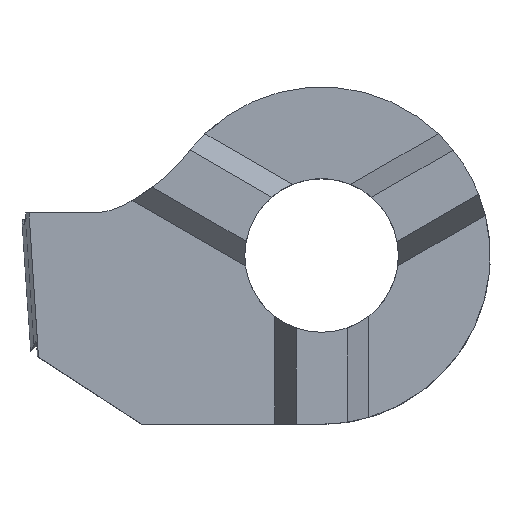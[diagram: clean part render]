
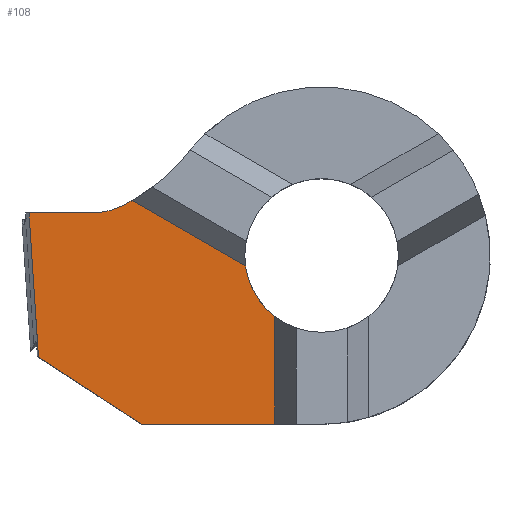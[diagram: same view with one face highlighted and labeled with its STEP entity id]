
A CAD part, top view. The second image highlights one B-rep face of the part: STEP entity #108.
In plain terms, the highlighted planar face has unit normal (0, 0, 1).
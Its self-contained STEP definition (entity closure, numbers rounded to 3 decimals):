
#53=PLANE('',#992);
#108=ADVANCED_FACE('',(#168),#53,.F.);
#168=FACE_OUTER_BOUND('',#217,.T.);
#217=EDGE_LOOP('',(#450,#451,#452,#453,#454,#455,#456,#457,#458,#459));
#276=LINE('',#1433,#344);
#283=LINE('',#1487,#351);
#284=LINE('',#1489,#352);
#285=LINE('',#1491,#353);
#286=LINE('',#1493,#354);
#287=LINE('',#1495,#355);
#288=LINE('',#1496,#356);
#344=VECTOR('',#1098,1.);
#351=VECTOR('',#1127,1.);
#352=VECTOR('',#1128,1.);
#353=VECTOR('',#1129,1.);
#354=VECTOR('',#1130,1.);
#355=VECTOR('',#1131,1.);
#356=VECTOR('',#1132,1.);
#450=ORIENTED_EDGE('',*,*,#795,.F.);
#451=ORIENTED_EDGE('',*,*,#796,.T.);
#452=ORIENTED_EDGE('',*,*,#797,.F.);
#453=ORIENTED_EDGE('',*,*,#798,.F.);
#454=ORIENTED_EDGE('',*,*,#799,.T.);
#455=ORIENTED_EDGE('',*,*,#757,.F.);
#456=ORIENTED_EDGE('',*,*,#800,.F.);
#457=ORIENTED_EDGE('',*,*,#782,.F.);
#458=ORIENTED_EDGE('',*,*,#789,.F.);
#459=ORIENTED_EDGE('',*,*,#777,.F.);
#667=VERTEX_POINT('',#1347);
#668=VERTEX_POINT('',#1349);
#687=VERTEX_POINT('',#1432);
#688=VERTEX_POINT('',#1434);
#692=VERTEX_POINT('',#1443);
#693=VERTEX_POINT('',#1445);
#702=VERTEX_POINT('',#1488);
#703=VERTEX_POINT('',#1490);
#704=VERTEX_POINT('',#1492);
#705=VERTEX_POINT('',#1494);
#757=EDGE_CURVE('',#667,#668,#883,.T.);
#777=EDGE_CURVE('',#687,#688,#276,.T.);
#782=EDGE_CURVE('',#692,#693,#888,.T.);
#789=EDGE_CURVE('',#688,#692,#891,.T.);
#795=EDGE_CURVE('',#702,#687,#283,.T.);
#796=EDGE_CURVE('',#702,#703,#284,.T.);
#797=EDGE_CURVE('',#704,#703,#285,.T.);
#798=EDGE_CURVE('',#705,#704,#286,.T.);
#799=EDGE_CURVE('',#705,#668,#287,.T.);
#800=EDGE_CURVE('',#693,#667,#288,.T.);
#883=CIRCLE('',#975,2.05);
#888=CIRCLE('',#984,5.);
#891=CIRCLE('',#988,1.5);
#975=AXIS2_PLACEMENT_3D('',#1348,#1073,#1074);
#984=AXIS2_PLACEMENT_3D('',#1444,#1107,#1108);
#988=AXIS2_PLACEMENT_3D('',#1473,#1116,#1117);
#992=AXIS2_PLACEMENT_3D('',#1497,#1133,#1134);
#1073=DIRECTION('',(0.,0.,1.));
#1074=DIRECTION('',(-1.,0.,0.));
#1098=DIRECTION('',(1.,0.,0.));
#1107=DIRECTION('',(0.,0.,1.));
#1108=DIRECTION('',(-1.,0.,0.));
#1116=DIRECTION('',(0.,0.,1.));
#1117=DIRECTION('',(-1.,0.,0.));
#1127=DIRECTION('',(0.,1.,0.));
#1128=DIRECTION('',(0.065,-0.998,0.));
#1129=DIRECTION('',(-0.839,0.545,0.));
#1130=DIRECTION('',(-1.,0.,0.));
#1131=DIRECTION('',(0.,1.,0.));
#1132=DIRECTION('',(0.866,-0.5,0.));
#1133=DIRECTION('',(0.,0.,-1.));
#1134=DIRECTION('',(-1.,0.,0.));
#1347=CARTESIAN_POINT('',(-2.031,-0.279,0.));
#1348=CARTESIAN_POINT('',(0.,0.,0.));
#1349=CARTESIAN_POINT('',(-1.257,-1.619,0.));
#1432=CARTESIAN_POINT('',(-7.8,1.15,0.));
#1433=CARTESIAN_POINT('',(-9.3,1.15,0.));
#1434=CARTESIAN_POINT('',(-6.038,1.15,0.));
#1443=CARTESIAN_POINT('',(-5.411,1.287,0.));
#1444=CARTESIAN_POINT('',(-7.501,5.83,0.));
#1445=CARTESIAN_POINT('',(-5.057,1.468,0.));
#1473=CARTESIAN_POINT('',(-6.038,2.65,0.));
#1487=CARTESIAN_POINT('',(-7.8,1.15,0.));
#1488=CARTESIAN_POINT('',(-7.8,1.,0.));
#1489=CARTESIAN_POINT('',(-7.818,1.269,0.));
#1490=CARTESIAN_POINT('',(-7.557,-2.71,0.));
#1491=CARTESIAN_POINT('',(-4.8,-4.5,0.));
#1492=CARTESIAN_POINT('',(-4.8,-4.5,0.));
#1493=CARTESIAN_POINT('',(0.,-4.5,0.));
#1494=CARTESIAN_POINT('',(-1.257,-4.5,0.));
#1495=CARTESIAN_POINT('',(-1.257,1.15,0.));
#1496=CARTESIAN_POINT('',(-5.392,1.661,0.));
#1497=CARTESIAN_POINT('',(-9.633,1.15,0.));
